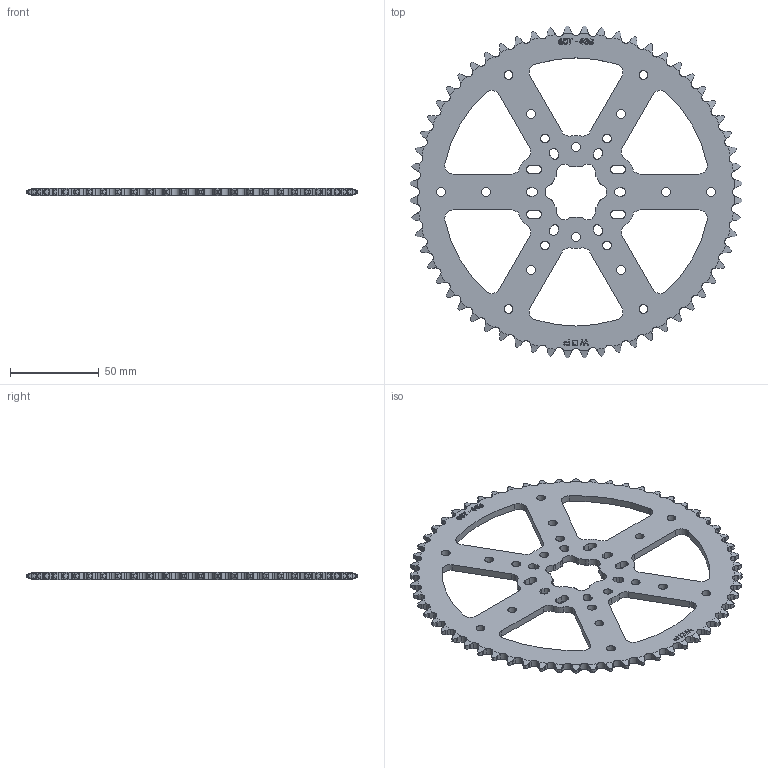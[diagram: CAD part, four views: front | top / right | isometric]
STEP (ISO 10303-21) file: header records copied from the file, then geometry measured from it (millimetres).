
FILE_DESCRIPTION (( 'STEP AP214' ), '1' );
FILE_NAME ('WCP-0987 Rev2.step', '2023-12-13T23:19:29', ( '' ), ( '' ), 'SwSTEP 2.0', 'SolidWorks 2022', '' );
FILE_SCHEMA (( 'AUTOMOTIVE_DESIGN' ));
Length unit declared in the file: inch
Products named in the file (1): WCP-0987 Rev2
Bounding box: 187.26 x 187.26 x 4 mm (x, y, z)
Volume: 60048.3 mm3; surface area: 39439.5 mm2
Topology: 1 solids, 1 shells, 960 faces, 2832 edges, 1888 vertices
Faces by surface type: cylinder 526, plane 268, cone 120, bspline 46
Entity records: 36280 total; most frequent: CARTESIAN_POINT 11367, ORIENTED_EDGE 5664, DIRECTION 4734, EDGE_CURVE 2832, VERTEX_POINT 1888, AXIS2_PLACEMENT_3D 1823, VECTOR 1088, LINE 1088
